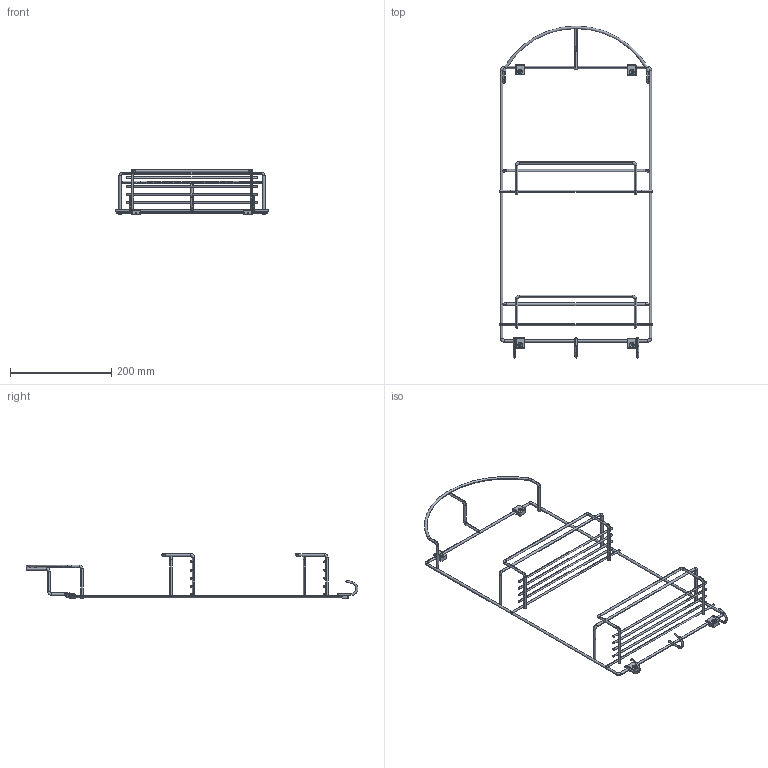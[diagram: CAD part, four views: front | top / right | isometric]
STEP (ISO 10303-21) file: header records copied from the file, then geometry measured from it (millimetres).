
FILE_DESCRIPTION (( 'STEP AP203' ), '1' );
FILE_NAME ('LM 697.STEP', '2023-02-22T13:14:37', ( '' ), ( '' ), 'SwSTEP 2.0', 'SolidWorks 2021', '' );
FILE_SCHEMA (( 'CONFIG_CONTROL_DESIGN' ));
Length unit declared in the file: millimetre
Products named in the file (3): 11794_Default<As Machined>; 10966; LM 697
Assembly tree (5 placements, depth 2):
  LM 697
    11794_Default<As Machined>
    10966  x4
Bounding box: 302 x 656.42 x 88.5 mm (x, y, z)
Volume: 125832.7 mm3; surface area: 110191.4 mm2
Topology: 24 solids, 24 shells, 412 faces, 910 edges, 536 vertices
Faces by surface type: cylinder 142, plane 126, torus 114, sphere 16, cone 14
Entity records: 7723 total; most frequent: DIRECTION 1538, CARTESIAN_POINT 1196, ORIENTED_EDGE 1140, AXIS2_PLACEMENT_3D 688, EDGE_CURVE 570, CIRCLE 406, VERTEX_POINT 338, EDGE_LOOP 278
